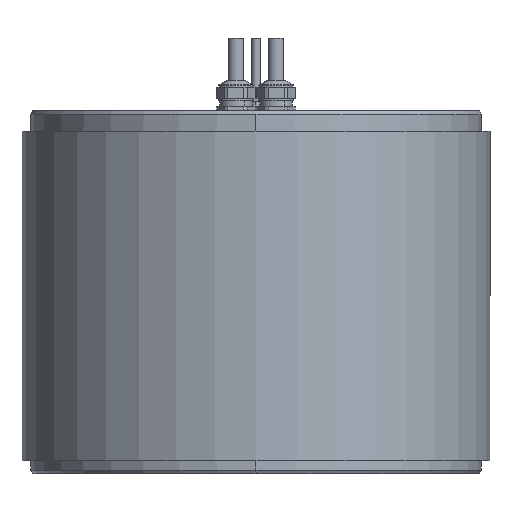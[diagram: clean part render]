
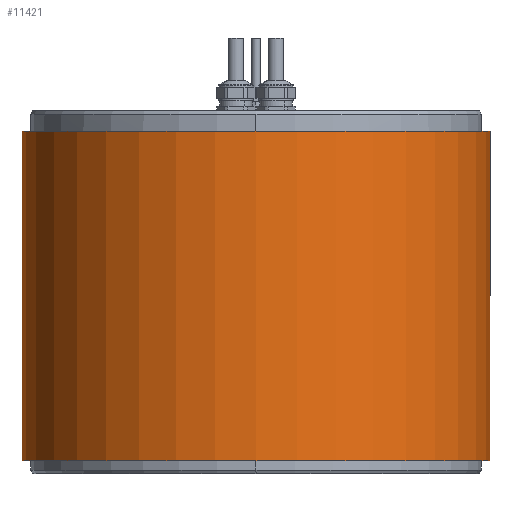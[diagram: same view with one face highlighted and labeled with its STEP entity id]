
A CAD part, front view. The second image highlights one B-rep face of the part: STEP entity #11421.
In plain terms, the highlighted cylindrical face has radius 161 mm (diameter 322 mm), a partial arc.
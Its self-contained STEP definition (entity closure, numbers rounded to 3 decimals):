
#1921=CARTESIAN_POINT('',(0.,0.,-14.1));
#1922=DIRECTION('',(0.,0.,1.));
#1923=DIRECTION('',(-0.183,0.983,0.));
#1924=AXIS2_PLACEMENT_3D('',#1921,#1922,#1923);
#1926=DIRECTION('',(0.,0.,1.));
#1927=VECTOR('',#1926,226.8);
#1928=CARTESIAN_POINT('',(29.5,158.274,-240.9));
#1929=LINE('',#1928,#1927);
#1930=CARTESIAN_POINT('',(0.,0.,-240.9));
#1931=DIRECTION('',(0.,0.,-1.));
#1932=DIRECTION('',(0.183,0.983,0.));
#1933=AXIS2_PLACEMENT_3D('',#1930,#1931,#1932);
#1935=DIRECTION('',(0.,0.,1.));
#1936=VECTOR('',#1935,226.8);
#1937=CARTESIAN_POINT('',(-29.5,158.274,-240.9));
#1938=LINE('',#1937,#1936);
#7204=CARTESIAN_POINT('',(-29.5,158.274,-240.9));
#7205=CARTESIAN_POINT('',(29.5,158.274,-240.9));
#7206=VERTEX_POINT('',#7204);
#7207=VERTEX_POINT('',#7205);
#7208=CARTESIAN_POINT('',(-29.5,158.274,-14.1));
#7209=CARTESIAN_POINT('',(29.5,158.274,-14.1));
#7210=VERTEX_POINT('',#7208);
#7211=VERTEX_POINT('',#7209);
#11409=CARTESIAN_POINT('',(0.,0.,-2.76));
#11410=DIRECTION('',(0.,0.,-1.));
#11411=DIRECTION('',(1.,0.,0.));
#11412=AXIS2_PLACEMENT_3D('',#11409,#11410,#11411);
#11413=CYLINDRICAL_SURFACE('',#11412,161.);
#11415=ORIENTED_EDGE('',*,*,#11414,.T.);
#11416=ORIENTED_EDGE('',*,*,#11374,.F.);
#11417=ORIENTED_EDGE('',*,*,#11398,.T.);
#11418=ORIENTED_EDGE('',*,*,#11378,.T.);
#11419=EDGE_LOOP('',(#11415,#11416,#11417,#11418));
#11420=FACE_OUTER_BOUND('',#11419,.F.);
#11421=ADVANCED_FACE('',(#11420),#11413,.T.);
#1925=CIRCLE('',#1924,161.);
#1934=CIRCLE('',#1933,161.);
#11374=EDGE_CURVE('',#7207,#7211,#1929,.T.);
#11378=EDGE_CURVE('',#7206,#7210,#1938,.T.);
#11398=EDGE_CURVE('',#7207,#7206,#1934,.T.);
#11414=EDGE_CURVE('',#7210,#7211,#1925,.T.);
